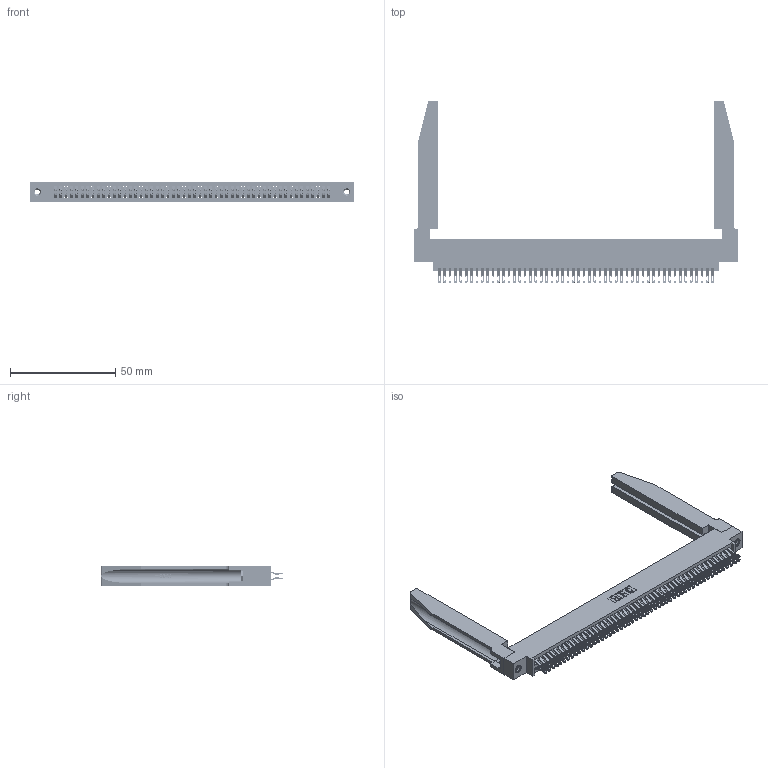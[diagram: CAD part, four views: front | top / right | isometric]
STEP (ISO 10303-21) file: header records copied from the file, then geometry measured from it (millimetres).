
FILE_DESCRIPTION (( 'STEP AP203' ), '1' );
FILE_NAME ('395-104-555-878.STEP', '2019-10-26T21:51:45', ( '' ), ( '' ), 'SwSTEP 2.0', 'SolidWorks 2016', '' );
FILE_SCHEMA (( 'CONFIG_CONTROL_DESIGN' ));
Length unit declared in the file: inch
Products named in the file (5): 345-250-001_345-250-001-102; 345-220-078_345-220-078; 395-104-555-878; 345 Part_0.170 Offset - 0.156 Dia-TH; 345-292-001_555 Tail
Assembly tree (109 placements, depth 2):
  395-104-555-878
    345 Part_0.170 Offset - 0.156 Dia-TH
    345-292-001_555 Tail  x104
    345-250-001_345-250-001-102  x2
    345-220-078_345-220-078  x2
Bounding box: 153.31 x 86.41 x 9.4 mm (x, y, z)
Volume: 22944.6 mm3; surface area: 30654.8 mm2
Topology: 109 solids, 109 shells, 6188 faces, 19369 edges, 12902 vertices
Faces by surface type: plane 3450, cylinder 2686, bspline 36, cone 12, torus 4
Entity records: 44652 total; most frequent: CARTESIAN_POINT 8429, ORIENTED_EDGE 7230, DIRECTION 6381, EDGE_CURVE 3615, VECTOR 3161, LINE 3161, VERTEX_POINT 2404, AXIS2_PLACEMENT_3D 1610
